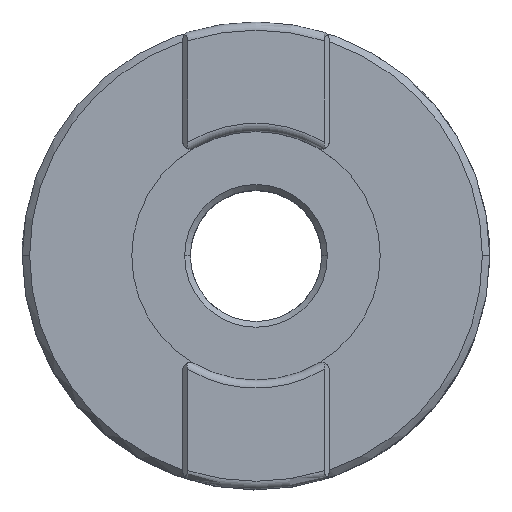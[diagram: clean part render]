
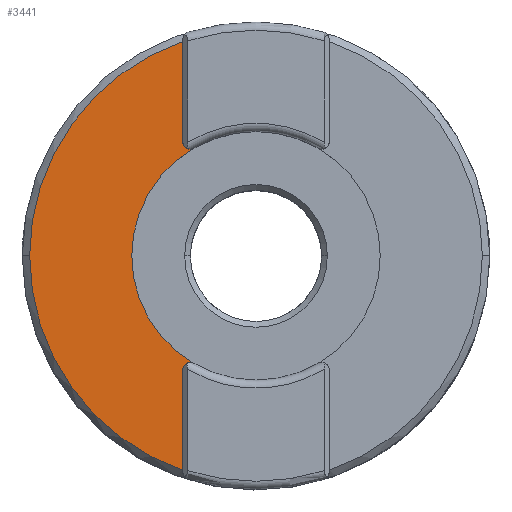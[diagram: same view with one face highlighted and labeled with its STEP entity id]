
A CAD part, top view. The second image highlights one B-rep face of the part: STEP entity #3441.
In plain terms, the highlighted planar face has unit normal (0, 0, 1).
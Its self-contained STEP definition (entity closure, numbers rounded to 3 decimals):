
#175 = DIRECTION ( 'NONE',  ( 0., 0., -1. ) ) ;
#314 = VERTEX_POINT ( 'NONE', #2427 ) ;
#344 = EDGE_CURVE ( 'NONE', #2556, #1001, #865, .T. ) ;
#381 = CARTESIAN_POINT ( 'NONE',  ( 0., 0., 26.9 ) ) ;
#447 = DIRECTION ( 'NONE',  ( 0., 0., -1. ) ) ;
#540 = CARTESIAN_POINT ( 'NONE',  ( -8.915, 27.07, 26.9 ) ) ;
#561 = DIRECTION ( 'NONE',  ( 0., 1., 0. ) ) ;
#657 = DIRECTION ( 'NONE',  ( 1., 0., 0. ) ) ;
#680 = CARTESIAN_POINT ( 'NONE',  ( 0., 0., 26.9 ) ) ;
#683 = CIRCLE ( 'NONE', #1498, 15.15 ) ;
#701 = FACE_OUTER_BOUND ( 'NONE', #1880, .T. ) ;
#865 = CIRCLE ( 'NONE', #2916, 27.6 ) ;
#911 = DIRECTION ( 'NONE',  ( 1., 0., 0. ) ) ;
#914 = CARTESIAN_POINT ( 'NONE',  ( -27.6, 0., 26.9 ) ) ;
#946 = AXIS2_PLACEMENT_3D ( 'NONE', #2163, #447, #2939 ) ;
#979 = CARTESIAN_POINT ( 'NONE',  ( -7.566, 13.126, 26.9 ) ) ;
#1001 = VERTEX_POINT ( 'NONE', #914 ) ;
#1024 = CARTESIAN_POINT ( 'NONE',  ( -8.015, -13.905, 26.9 ) ) ;
#1026 = VECTOR ( 'NONE', #2857, 1000. ) ;
#1028 = CARTESIAN_POINT ( 'NONE',  ( 0., 0., 26.9 ) ) ;
#1187 = CARTESIAN_POINT ( 'NONE',  ( -15.15, 0., 26.9 ) ) ;
#1199 = ORIENTED_EDGE ( 'NONE', *, *, #2509, .T. ) ;
#1287 = DIRECTION ( 'NONE',  ( 1., 0., 0. ) ) ;
#1296 = CARTESIAN_POINT ( 'NONE',  ( -8.015, 13.905, 26.9 ) ) ;
#1303 = ORIENTED_EDGE ( 'NONE', *, *, #1506, .T. ) ;
#1410 = EDGE_CURVE ( 'NONE', #3406, #2159, #2411, .T. ) ;
#1498 = AXIS2_PLACEMENT_3D ( 'NONE', #1028, #175, #1287 ) ;
#1506 = EDGE_CURVE ( 'NONE', #314, #3406, #683, .T. ) ;
#1518 = DIRECTION ( 'NONE',  ( 1., 0., 0. ) ) ;
#1520 = CIRCLE ( 'NONE', #2818, 0.9 ) ;
#1529 = DIRECTION ( 'NONE',  ( 0., 0., -1. ) ) ;
#1647 = EDGE_CURVE ( 'NONE', #3664, #314, #1520, .T. ) ;
#1726 = LINE ( 'NONE', #3405, #1026 ) ;
#1750 = CARTESIAN_POINT ( 'NONE',  ( -8.915, -13.905, 26.9 ) ) ;
#1799 = DIRECTION ( 'NONE',  ( 1., 0., 0. ) ) ;
#1847 = DIRECTION ( 'NONE',  ( 1., 0., 0. ) ) ;
#1880 = EDGE_LOOP ( 'NONE', ( #2083, #3382, #1303, #1988, #2858, #1199, #2394, #3120 ) ) ;
#1988 = ORIENTED_EDGE ( 'NONE', *, *, #1410, .T. ) ;
#2053 = DIRECTION ( 'NONE',  ( 0., 0., 1. ) ) ;
#2083 = ORIENTED_EDGE ( 'NONE', *, *, #3281, .T. ) ;
#2159 = VERTEX_POINT ( 'NONE', #979 ) ;
#2163 = CARTESIAN_POINT ( 'NONE',  ( 0., 0., 26.9 ) ) ;
#2208 = AXIS2_PLACEMENT_3D ( 'NONE', #1296, #3186, #657 ) ;
#2321 = VERTEX_POINT ( 'NONE', #2434 ) ;
#2337 = CIRCLE ( 'NONE', #2208, 0.9 ) ;
#2394 = ORIENTED_EDGE ( 'NONE', *, *, #3451, .F. ) ;
#2393 = VECTOR ( 'NONE', #561, 1000. ) ;
#2403 = EDGE_CURVE ( 'NONE', #2159, #2321, #2337, .T. ) ;
#2411 = CIRCLE ( 'NONE', #946, 15.15 ) ;
#2427 = CARTESIAN_POINT ( 'NONE',  ( -7.566, -13.126, 26.9 ) ) ;
#2434 = CARTESIAN_POINT ( 'NONE',  ( -8.915, 13.905, 26.9 ) ) ;
#2509 = EDGE_CURVE ( 'NONE', #2321, #3375, #3060, .T. ) ;
#2556 = VERTEX_POINT ( 'NONE', #3134 ) ;
#2818 = AXIS2_PLACEMENT_3D ( 'NONE', #1024, #1529, #1799 ) ;
#2857 = DIRECTION ( 'NONE',  ( 0., 1., 0. ) ) ;
#2858 = ORIENTED_EDGE ( 'NONE', *, *, #2403, .T. ) ;
#2906 = AXIS2_PLACEMENT_3D ( 'NONE', #680, #2053, #911 ) ;
#2916 = AXIS2_PLACEMENT_3D ( 'NONE', #381, #2964, #1847 ) ;
#2921 = DIRECTION ( 'NONE',  ( 0., 0., -1. ) ) ;
#2939 = DIRECTION ( 'NONE',  ( 1., 0., 0. ) ) ;
#2964 = DIRECTION ( 'NONE',  ( 0., 0., -1. ) ) ;
#3060 = LINE ( 'NONE', #540, #2393 ) ;
#3120 = ORIENTED_EDGE ( 'NONE', *, *, #344, .F. ) ;
#3134 = CARTESIAN_POINT ( 'NONE',  ( -8.915, -26.121, 26.9 ) ) ;
#3144 = CIRCLE ( 'NONE', #3630, 27.6 ) ;
#3186 = DIRECTION ( 'NONE',  ( 0., 0., -1. ) ) ;
#3195 = CARTESIAN_POINT ( 'NONE',  ( -8.915, 26.121, 26.9 ) ) ;
#3211 = CARTESIAN_POINT ( 'NONE',  ( 0., 0., 26.9 ) ) ;
#3281 = EDGE_CURVE ( 'NONE', #2556, #3664, #1726, .T. ) ;
#3375 = VERTEX_POINT ( 'NONE', #3195 ) ;
#3382 = ORIENTED_EDGE ( 'NONE', *, *, #1647, .T. ) ;
#3405 = CARTESIAN_POINT ( 'NONE',  ( -8.915, 27.07, 26.9 ) ) ;
#3406 = VERTEX_POINT ( 'NONE', #1187 ) ;
#3440 = PLANE ( 'NONE',  #2906 ) ;
#3441 = ADVANCED_FACE ( 'NONE', ( #701 ), #3440, .T. ) ;
#3451 = EDGE_CURVE ( 'NONE', #1001, #3375, #3144, .T. ) ;
#3630 = AXIS2_PLACEMENT_3D ( 'NONE', #3211, #2921, #1518 ) ;
#3664 = VERTEX_POINT ( 'NONE', #1750 ) ;
